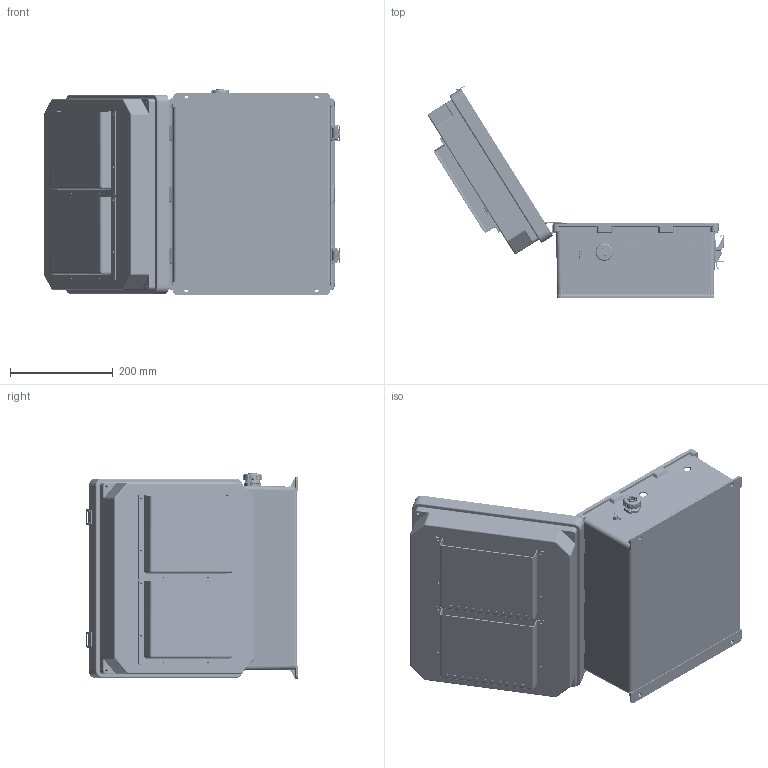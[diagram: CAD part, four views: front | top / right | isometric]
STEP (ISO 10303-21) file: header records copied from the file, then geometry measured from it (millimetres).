
FILE_DESCRIPTION (( 'STEP AP214' ), '1' );
FILE_NAME ('NB141207-1HFS-UL_3D.step', '2025-10-28T17:11:16', ( '' ), ( '' ), 'SwSTEP 2.0', 'SolidWorks 2025', '' );
FILE_SCHEMA (( 'AUTOMOTIVE_DESIGN' ));
Length unit declared in the file: inch
Products named in the file (27): NB141207-Hinge; NB141207-Box; XFN-0002; XCTB-0002; XF797-02; XFN-0003; XF451-01; XCT-0011; XFS-0017; 10-32 NEMA PLATE SCREW; NB141207-1HFS-UL_3D; XMH-0004-1; XMH-0010; XCT-0010; NEMA GroundWire-2; XC-0003; XMH-0007; XFW-0002; XM220-01-UL; XMH-0002; NB141207-DoorClasp-1; NB141207-Lid-Vented; Fan Screen-120x120 ALUM; XFN-0013; NB141207-DoorClasp-2; XCT-0005; XFS-0026
Assembly tree (51 placements, depth 2):
  NB141207-1HFS-UL_3D
    NB141207-Box
    NB141207-Hinge  x2
    NB141207-Lid-Vented
    NB141207-DoorClasp-1  x2
    NB141207-DoorClasp-2  x2
    XC-0003
    XFS-0026
    XCT-0005
    XFN-0003  x2
    XFW-0002
    XF451-01
    XCT-0010
    XCT-0011
    XCTB-0002
    XFN-0013  x2
    XMH-0010  x2
    10-32 NEMA PLATE SCREW  x4
    XFS-0017  x5
    XF797-02
    XMH-0007  x4
    NEMA GroundWire-2
    XM220-01-UL  x2
    XFN-0002  x8
    Fan Screen-120x120 ALUM  x2
    XMH-0002
    XMH-0004-1
Bounding box: 578.07 x 413.05 x 402.37 mm (x, y, z)
Volume: 2620045.7 mm3; surface area: 1692706.8 mm2
Topology: 58 solids, 59 shells, 6643 faces, 17264 edges, 10757 vertices
Faces by surface type: cylinder 2837, plane 1951, cone 1229, torus 408, bspline 190, sphere 28
Entity records: 149015 total; most frequent: CARTESIAN_POINT 46932, ORIENTED_EDGE 21328, DIRECTION 20951, EDGE_CURVE 10664, AXIS2_PLACEMENT_3D 7914, VERTEX_POINT 6675, LINE 5123, VECTOR 5123
